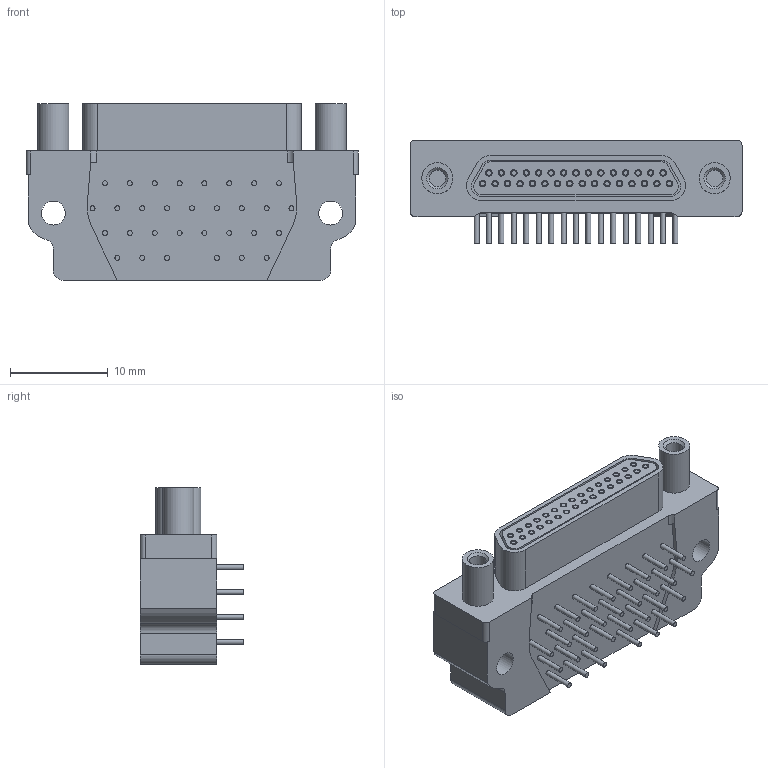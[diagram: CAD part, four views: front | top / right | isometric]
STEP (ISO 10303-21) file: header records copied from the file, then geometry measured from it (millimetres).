
FILE_DESCRIPTION(/* description */ ('STEP AP214'),/* implementation_level */ '2;1');
FILE_NAME(/* name */ 'M83513_10-E01CP',/* time_stamp */ '2025-02-07T22:53:19+01:00',/* author */ ('License CC BY-ND 4.0'),/* organization */ ('CADENAS'),/* preprocessor_version */ 'ST-DEVELOPER v19.3',/* originating_system */ 'PARTsolutions',/* authorisation */ ' ');
FILE_SCHEMA (('AUTOMOTIVE_DESIGN {1 0 10303 214 3 1 1}'));
Length unit declared in the file: inch
Products named in the file (4): M83513/10-E01CP; DCCM31PCBRPN_d; 31PCBR_p; 31PCBR_interface
Assembly tree (3 placements, depth 2):
  M83513/10-E01CP
    DCCM31PCBRPN_d
    31PCBR_p
    31PCBR_interface
Bounding box: 33.91 x 10.59 x 18.03 mm (x, y, z)
Volume: 3593.9 mm3; surface area: 3315 mm2
Topology: 2 solids, 2 shells, 264 faces, 475 edges, 315 vertices
Faces by surface type: plane 137, cylinder 125, cone 2
Full cylindrical faces by diameter (mm): 0.483 x31, 0.508 x31, 0.66 x31, 1.694 x2, 2.438 x2, 3.175 x2
Entity records: 6134 total; most frequent: DIRECTION 1166, CARTESIAN_POINT 957, ORIENTED_EDGE 748, AXIS2_PLACEMENT_3D 524, EDGE_LOOP 468, FACE_BOUND 468, EDGE_CURVE 374, VERTEX_POINT 314
